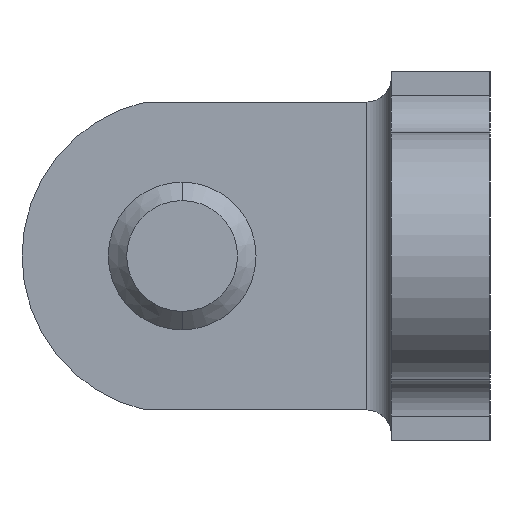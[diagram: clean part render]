
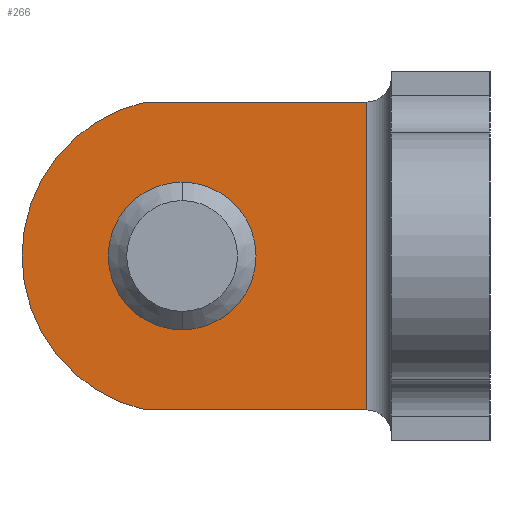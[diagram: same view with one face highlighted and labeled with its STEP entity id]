
A CAD part, left-side view. The second image highlights one B-rep face of the part: STEP entity #266.
In plain terms, the highlighted planar face has unit normal (-1, 0, 0).
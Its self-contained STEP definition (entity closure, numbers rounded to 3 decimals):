
#46 = VERTEX_POINT ( 'NONE', #349 ) ;
#47 = CIRCLE ( 'NONE', #195, 12.813 ) ;
#51 = VERTEX_POINT ( 'NONE', #889 ) ;
#60 = LINE ( 'NONE', #378, #279 ) ;
#65 = EDGE_CURVE ( 'NONE', #791, #819, #60, .T. ) ;
#68 = CARTESIAN_POINT ( 'NONE',  ( 25., 10., 12.5 ) ) ;
#90 = DIRECTION ( 'NONE',  ( 0., 0., 1. ) ) ;
#91 = EDGE_CURVE ( 'NONE', #46, #51, #479, .T. ) ;
#171 = EDGE_CURVE ( 'NONE', #51, #46, #464, .T. ) ;
#195 = AXIS2_PLACEMENT_3D ( 'NONE', #1050, #942, #880 ) ;
#234 = DIRECTION ( 'NONE',  ( 0., -1., 0. ) ) ;
#266 = ADVANCED_FACE ( 'NONE', ( #1032, #471 ), #318, .F. ) ;
#279 = VECTOR ( 'NONE', #90, 1000. ) ;
#285 = DIRECTION ( 'NONE',  ( 0., -1., 0. ) ) ;
#288 = DIRECTION ( 'NONE',  ( -1., 0., 0. ) ) ;
#318 = PLANE ( 'NONE',  #656 ) ;
#326 = CARTESIAN_POINT ( 'NONE',  ( 25., 10., -12.5 ) ) ;
#329 = VECTOR ( 'NONE', #234, 1000. ) ;
#334 = EDGE_LOOP ( 'NONE', ( #774, #838, #995, #665 ) ) ;
#349 = CARTESIAN_POINT ( 'NONE',  ( 25., 25., 6. ) ) ;
#378 = CARTESIAN_POINT ( 'NONE',  ( 25., 10., 12.5 ) ) ;
#379 = LINE ( 'NONE', #833, #584 ) ;
#395 = DIRECTION ( 'NONE',  ( 1., 0., 0. ) ) ;
#440 = EDGE_CURVE ( 'NONE', #891, #791, #776, .T. ) ;
#455 = DIRECTION ( 'NONE',  ( 0., 0., -1. ) ) ;
#464 = CIRCLE ( 'NONE', #769, 6. ) ;
#471 = FACE_OUTER_BOUND ( 'NONE', #334, .T. ) ;
#479 = CIRCLE ( 'NONE', #708, 6. ) ;
#493 = CARTESIAN_POINT ( 'NONE',  ( 25., 28., 12.5 ) ) ;
#584 = VECTOR ( 'NONE', #285, 1000. ) ;
#627 = ORIENTED_EDGE ( 'NONE', *, *, #171, .F. ) ;
#656 = AXIS2_PLACEMENT_3D ( 'NONE', #493, #395, #832 ) ;
#665 = ORIENTED_EDGE ( 'NONE', *, *, #876, .F. ) ;
#703 = ORIENTED_EDGE ( 'NONE', *, *, #91, .F. ) ;
#708 = AXIS2_PLACEMENT_3D ( 'NONE', #828, #288, #455 ) ;
#769 = AXIS2_PLACEMENT_3D ( 'NONE', #1163, #1089, #1000 ) ;
#774 = ORIENTED_EDGE ( 'NONE', *, *, #440, .T. ) ;
#776 = LINE ( 'NONE', #1141, #329 ) ;
#791 = VERTEX_POINT ( 'NONE', #326 ) ;
#819 = VERTEX_POINT ( 'NONE', #68 ) ;
#828 = CARTESIAN_POINT ( 'NONE',  ( 25., 25., 0. ) ) ;
#832 = DIRECTION ( 'NONE',  ( 0., 0., -1. ) ) ;
#833 = CARTESIAN_POINT ( 'NONE',  ( 25., 28., 12.5 ) ) ;
#838 = ORIENTED_EDGE ( 'NONE', *, *, #65, .T. ) ;
#876 = EDGE_CURVE ( 'NONE', #891, #952, #47, .T. ) ;
#880 = DIRECTION ( 'NONE',  ( 0., 0., -1. ) ) ;
#889 = CARTESIAN_POINT ( 'NONE',  ( 25., 25., -6. ) ) ;
#891 = VERTEX_POINT ( 'NONE', #1031 ) ;
#942 = DIRECTION ( 'NONE',  ( 1., 0., 0. ) ) ;
#952 = VERTEX_POINT ( 'NONE', #1152 ) ;
#992 = EDGE_LOOP ( 'NONE', ( #627, #703 ) ) ;
#995 = ORIENTED_EDGE ( 'NONE', *, *, #1099, .F. ) ;
#1000 = DIRECTION ( 'NONE',  ( 0., 0., -1. ) ) ;
#1031 = CARTESIAN_POINT ( 'NONE',  ( 25., 28., -12.5 ) ) ;
#1032 = FACE_BOUND ( 'NONE', #992, .T. ) ;
#1050 = CARTESIAN_POINT ( 'NONE',  ( 25., 25.187, 0. ) ) ;
#1089 = DIRECTION ( 'NONE',  ( -1., 0., 0. ) ) ;
#1099 = EDGE_CURVE ( 'NONE', #952, #819, #379, .T. ) ;
#1141 = CARTESIAN_POINT ( 'NONE',  ( 25., 28., -12.5 ) ) ;
#1152 = CARTESIAN_POINT ( 'NONE',  ( 25., 28., 12.5 ) ) ;
#1163 = CARTESIAN_POINT ( 'NONE',  ( 25., 25., 0. ) ) ;
